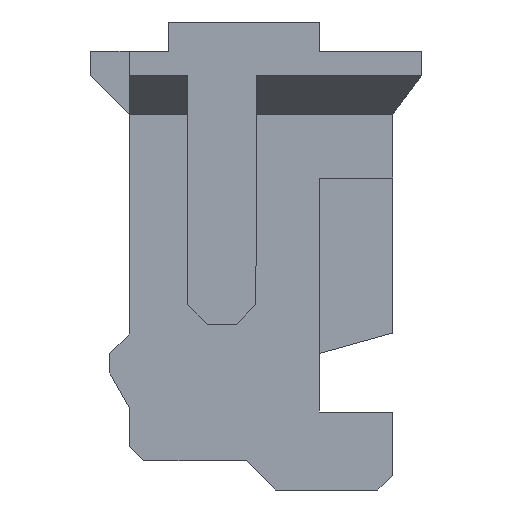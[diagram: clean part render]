
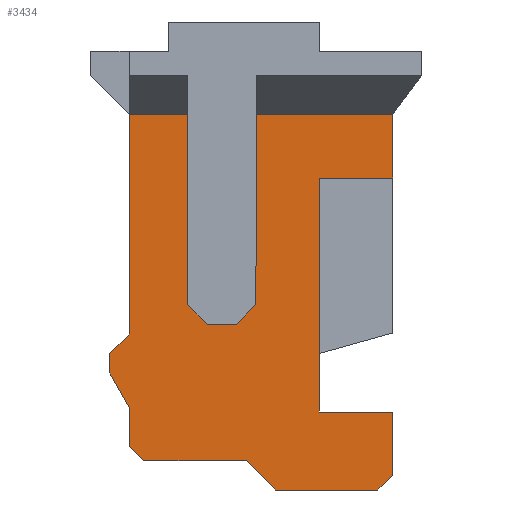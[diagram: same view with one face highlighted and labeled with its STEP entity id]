
A CAD part, left-side view. The second image highlights one B-rep face of the part: STEP entity #3434.
In plain terms, the highlighted planar face has unit normal (-1, 0, 0).
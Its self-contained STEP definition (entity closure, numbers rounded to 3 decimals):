
#385=ORIENTED_EDGE('',*,*,#1338,.T.);
#386=ORIENTED_EDGE('',*,*,#1339,.T.);
#387=ORIENTED_EDGE('',*,*,#1164,.T.);
#388=ORIENTED_EDGE('',*,*,#1340,.F.);
#389=ORIENTED_EDGE('',*,*,#1341,.T.);
#390=ORIENTED_EDGE('',*,*,#1342,.T.);
#391=ORIENTED_EDGE('',*,*,#1123,.T.);
#392=ORIENTED_EDGE('',*,*,#1343,.F.);
#393=ORIENTED_EDGE('',*,*,#1344,.F.);
#394=ORIENTED_EDGE('',*,*,#1345,.F.);
#395=ORIENTED_EDGE('',*,*,#1346,.F.);
#396=ORIENTED_EDGE('',*,*,#1347,.F.);
#397=ORIENTED_EDGE('',*,*,#1348,.F.);
#398=ORIENTED_EDGE('',*,*,#1349,.F.);
#399=ORIENTED_EDGE('',*,*,#1097,.T.);
#400=ORIENTED_EDGE('',*,*,#1350,.T.);
#401=ORIENTED_EDGE('',*,*,#1351,.T.);
#402=ORIENTED_EDGE('',*,*,#1352,.T.);
#403=ORIENTED_EDGE('',*,*,#1093,.T.);
#404=ORIENTED_EDGE('',*,*,#1353,.T.);
#405=ORIENTED_EDGE('',*,*,#1354,.F.);
#406=ORIENTED_EDGE('',*,*,#1355,.F.);
#1093=EDGE_CURVE('',#1591,#1590,#1910,.T.);
#1097=EDGE_CURVE('',#1595,#1594,#1914,.T.);
#1123=EDGE_CURVE('',#1617,#1584,#1939,.T.);
#1164=EDGE_CURVE('',#1651,#1652,#1980,.T.);
#1338=EDGE_CURVE('',#1785,#1786,#2150,.T.);
#1339=EDGE_CURVE('',#1786,#1651,#2151,.T.);
#1340=EDGE_CURVE('',#1787,#1652,#2152,.T.);
#1341=EDGE_CURVE('',#1787,#1788,#2153,.T.);
#1342=EDGE_CURVE('',#1788,#1617,#2154,.T.);
#1343=EDGE_CURVE('',#1789,#1584,#2155,.T.);
#1344=EDGE_CURVE('',#1790,#1789,#2156,.T.);
#1345=EDGE_CURVE('',#1791,#1790,#2157,.T.);
#1346=EDGE_CURVE('',#1792,#1791,#2158,.T.);
#1347=EDGE_CURVE('',#1793,#1792,#2159,.T.);
#1348=EDGE_CURVE('',#1794,#1793,#2160,.T.);
#1349=EDGE_CURVE('',#1595,#1794,#2161,.T.);
#1350=EDGE_CURVE('',#1594,#1795,#2162,.T.);
#1351=EDGE_CURVE('',#1795,#1796,#2163,.T.);
#1352=EDGE_CURVE('',#1796,#1591,#2164,.T.);
#1353=EDGE_CURVE('',#1590,#1797,#2165,.F.);
#1354=EDGE_CURVE('',#1798,#1797,#2166,.T.);
#1355=EDGE_CURVE('',#1785,#1798,#2167,.T.);
#1584=VERTEX_POINT('',#4727);
#1590=VERTEX_POINT('',#4742);
#1591=VERTEX_POINT('',#4744);
#1594=VERTEX_POINT('',#4750);
#1595=VERTEX_POINT('',#4752);
#1617=VERTEX_POINT('',#4802);
#1651=VERTEX_POINT('',#4883);
#1652=VERTEX_POINT('',#4884);
#1785=VERTEX_POINT('',#5226);
#1786=VERTEX_POINT('',#5227);
#1787=VERTEX_POINT('',#5230);
#1788=VERTEX_POINT('',#5232);
#1789=VERTEX_POINT('',#5235);
#1790=VERTEX_POINT('',#5237);
#1791=VERTEX_POINT('',#5239);
#1792=VERTEX_POINT('',#5241);
#1793=VERTEX_POINT('',#5243);
#1794=VERTEX_POINT('',#5245);
#1795=VERTEX_POINT('',#5248);
#1796=VERTEX_POINT('',#5250);
#1797=VERTEX_POINT('',#5253);
#1798=VERTEX_POINT('',#5255);
#1910=LINE('',#4743,#2401);
#1914=LINE('',#4751,#2405);
#1939=LINE('',#4801,#2430);
#1980=LINE('',#4882,#2471);
#2150=LINE('',#5225,#2641);
#2151=LINE('',#5228,#2642);
#2152=LINE('',#5229,#2643);
#2153=LINE('',#5231,#2644);
#2154=LINE('',#5233,#2645);
#2155=LINE('',#5234,#2646);
#2156=LINE('',#5236,#2647);
#2157=LINE('',#5238,#2648);
#2158=LINE('',#5240,#2649);
#2159=LINE('',#5242,#2650);
#2160=LINE('',#5244,#2651);
#2161=LINE('',#5246,#2652);
#2162=LINE('',#5247,#2653);
#2163=LINE('',#5249,#2654);
#2164=LINE('',#5251,#2655);
#2165=LINE('',#5252,#2656);
#2166=LINE('',#5254,#2657);
#2167=LINE('',#5256,#2658);
#2401=VECTOR('',#3832,1000.);
#2405=VECTOR('',#3836,1000.);
#2430=VECTOR('',#3867,1000.);
#2471=VECTOR('',#3920,1000.);
#2641=VECTOR('',#4168,1000.);
#2642=VECTOR('',#4169,1000.);
#2643=VECTOR('',#4170,1000.);
#2644=VECTOR('',#4171,1000.);
#2645=VECTOR('',#4172,1000.);
#2646=VECTOR('',#4173,1000.);
#2647=VECTOR('',#4174,1000.);
#2648=VECTOR('',#4175,1000.);
#2649=VECTOR('',#4176,1000.);
#2650=VECTOR('',#4177,1000.);
#2651=VECTOR('',#4178,1000.);
#2652=VECTOR('',#4179,1000.);
#2653=VECTOR('',#4180,1000.);
#2654=VECTOR('',#4181,1000.);
#2655=VECTOR('',#4182,1000.);
#2656=VECTOR('',#4183,1000.);
#2657=VECTOR('',#4184,1000.);
#2658=VECTOR('',#4185,1000.);
#2888=EDGE_LOOP('',(#385,#386,#387,#388,#389,#390,#391,#392,#393,#394,#395,
#396,#397,#398,#399,#400,#401,#402,#403,#404,#405,#406));
#3075=FACE_BOUND('',#2888,.T.);
#3262=PLANE('',#3631);
#3434=ADVANCED_FACE('',(#3075),#3262,.F.);
#3631=AXIS2_PLACEMENT_3D('',#5224,#4166,#4167);
#3832=DIRECTION('',(0.,0.,-1.));
#3836=DIRECTION('',(0.,0.,-1.));
#3867=DIRECTION('',(0.,0.,1.));
#3920=DIRECTION('',(0.,0.,1.));
#4166=DIRECTION('',(1.,0.,0.));
#4167=DIRECTION('',(0.,0.,-1.));
#4168=DIRECTION('',(0.,-1.,0.));
#4169=DIRECTION('',(0.,-0.707,0.707));
#4170=DIRECTION('',(0.,-1.,0.));
#4171=DIRECTION('',(0.,0.,1.));
#4172=DIRECTION('',(0.,-1.,0.));
#4173=DIRECTION('',(0.,-1.,0.));
#4174=DIRECTION('',(0.,0.,1.));
#4175=DIRECTION('',(0.,-0.707,0.707));
#4176=DIRECTION('',(0.,-1.,0.));
#4177=DIRECTION('',(0.,-0.707,-0.707));
#4178=DIRECTION('',(0.,0.,-1.));
#4179=DIRECTION('',(0.,-1.,0.));
#4180=DIRECTION('',(0.,0.707,-0.707));
#4181=DIRECTION('',(0.,0.,-1.));
#4182=DIRECTION('',(0.,-0.496,-0.868));
#4183=DIRECTION('',(0.,0.707,0.707));
#4184=DIRECTION('',(0.,1.,0.));
#4185=DIRECTION('',(0.,0.707,0.707));
#4727=CARTESIAN_POINT('',(-3.9,-1.2,1.45));
#4742=CARTESIAN_POINT('',(-3.9,1.5,-1.95));
#4743=CARTESIAN_POINT('',(-3.9,1.5,2.4));
#4744=CARTESIAN_POINT('',(-3.9,1.5,-1.55));
#4750=CARTESIAN_POINT('',(-3.9,1.5,-0.8));
#4751=CARTESIAN_POINT('',(-3.9,1.5,2.4));
#4752=CARTESIAN_POINT('',(-3.9,1.5,1.45));
#4801=CARTESIAN_POINT('',(-3.9,-1.2,-2.4));
#4802=CARTESIAN_POINT('',(-3.9,-1.2,0.8));
#4882=CARTESIAN_POINT('',(-3.9,-1.2,-2.4));
#4883=CARTESIAN_POINT('',(-3.9,-1.2,-2.25));
#4884=CARTESIAN_POINT('',(-3.9,-1.2,-1.6));
#5224=CARTESIAN_POINT('',(-3.9,9.19,-2.4));
#5225=CARTESIAN_POINT('',(-3.9,9.19,-2.4));
#5226=CARTESIAN_POINT('',(-3.9,0.,-2.4));
#5227=CARTESIAN_POINT('',(-3.9,-1.05,-2.4));
#5228=CARTESIAN_POINT('',(-3.9,-1.05,-2.4));
#5229=CARTESIAN_POINT('',(-3.9,-0.45,-1.6));
#5230=CARTESIAN_POINT('',(-3.9,-0.45,-1.6));
#5231=CARTESIAN_POINT('',(-3.9,-0.45,0.8));
#5232=CARTESIAN_POINT('',(-3.9,-0.45,0.8));
#5233=CARTESIAN_POINT('',(-3.9,-0.45,0.8));
#5234=CARTESIAN_POINT('',(-3.9,9.19,1.45));
#5235=CARTESIAN_POINT('',(-3.9,0.2,1.45));
#5236=CARTESIAN_POINT('',(-3.9,0.2,-2.4));
#5237=CARTESIAN_POINT('',(-3.9,0.2,-0.5));
#5238=CARTESIAN_POINT('',(-3.9,5.645,-5.945));
#5239=CARTESIAN_POINT('',(-3.9,0.4,-0.7));
#5240=CARTESIAN_POINT('',(-3.9,9.19,-0.7));
#5241=CARTESIAN_POINT('',(-3.9,0.7,-0.7));
#5242=CARTESIAN_POINT('',(-3.9,4.095,2.695));
#5243=CARTESIAN_POINT('',(-3.9,0.9,-0.5));
#5244=CARTESIAN_POINT('',(-3.9,0.9,-2.4));
#5245=CARTESIAN_POINT('',(-3.9,0.9,1.45));
#5246=CARTESIAN_POINT('',(-3.9,9.19,1.45));
#5247=CARTESIAN_POINT('',(-3.9,1.5,-0.8));
#5248=CARTESIAN_POINT('',(-3.9,1.7,-1.));
#5249=CARTESIAN_POINT('',(-3.9,1.7,-0.8));
#5250=CARTESIAN_POINT('',(-3.9,1.7,-1.2));
#5251=CARTESIAN_POINT('',(-3.9,1.5,-1.55));
#5252=CARTESIAN_POINT('',(-3.9,1.35,-2.1));
#5253=CARTESIAN_POINT('',(-3.9,1.35,-2.1));
#5254=CARTESIAN_POINT('',(-3.9,9.19,-2.1));
#5255=CARTESIAN_POINT('',(-3.9,0.3,-2.1));
#5256=CARTESIAN_POINT('',(-3.9,4.595,2.195));
